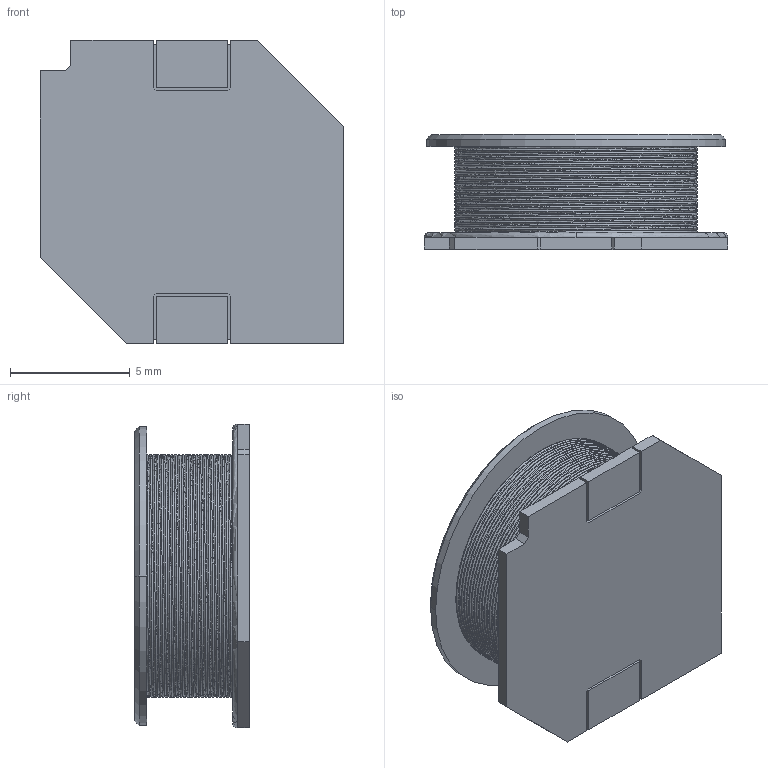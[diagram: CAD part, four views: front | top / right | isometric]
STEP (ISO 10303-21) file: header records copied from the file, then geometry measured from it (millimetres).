
FILE_DESCRIPTION((''),'2;1');
FILE_NAME('SDR1305','2012-07-16T',('ryans'),('Bourns, Inc.'),'PRO/ENGINEER BY PARAMETRIC TECHNOLOGY CORPORATION, 2010100','PRO/ENGINEER BY PARAMETRIC TECHNOLOGY CORPORATION, 2010100','');
FILE_SCHEMA(('CONFIG_CONTROL_DESIGN'));
Length unit declared in the file: millimetre
Products named in the file (1): SDR1305
Bounding box: 12.7 x 4.8 x 12.7 mm (x, y, z)
Volume: 171.5 mm3; surface area: 943.2 mm2
Topology: 1 solids, 1 shells, 67 faces, 159 edges, 96 vertices
Faces by surface type: plane 47, bspline 14, torus 2, cylinder 2, cone 2
Entity records: 14265 total; most frequent: CARTESIAN_POINT 12784, ORIENTED_EDGE 318, DIRECTION 253, EDGE_CURVE 159, VECTOR 103, LINE 103, VERTEX_POINT 96, AXIS2_PLACEMENT_3D 75
